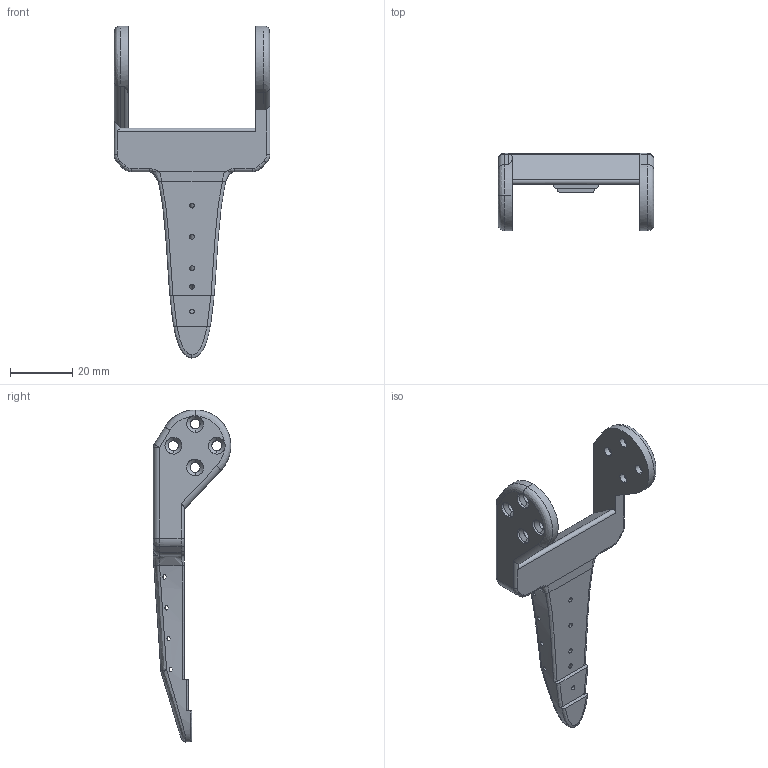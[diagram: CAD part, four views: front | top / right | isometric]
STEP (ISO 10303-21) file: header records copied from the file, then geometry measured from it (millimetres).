
FILE_DESCRIPTION(/* description */ (''),/* implementation_level */ '2;1');
FILE_NAME(/* name */ 'NEWSAM~2',/* time_stamp */ '2025-04-30T10:21:40+08:00',/* author */ (''),/* organization */ (''),/* preprocessor_version */ 'ST-DEVELOPER v16.5',/* originating_system */ '',/* authorisation */ '');
FILE_SCHEMA (('CONFIG_CONTROL_DESIGN'));
Length unit declared in the file: millimetre
Products named in the file (1): Document
Bounding box: 50.2 x 25 x 106.93 mm (x, y, z)
Surface area: 8434.5 mm2 (no closed solid volume)
Topology: 0 solids, 1 shells, 176 faces, 440 edges, 262 vertices
Faces by surface type: bspline 92, cylinder 64, plane 20
Entity records: 10004 total; most frequent: CARTESIAN_POINT 7223, ORIENTED_EDGE 879, EDGE_CURVE 440, VERTEX_POINT 262, B_SPLINE_CURVE_WITH_KNOTS 245, EDGE_LOOP 206, ADVANCED_FACE 176, FACE_OUTER_BOUND 176
